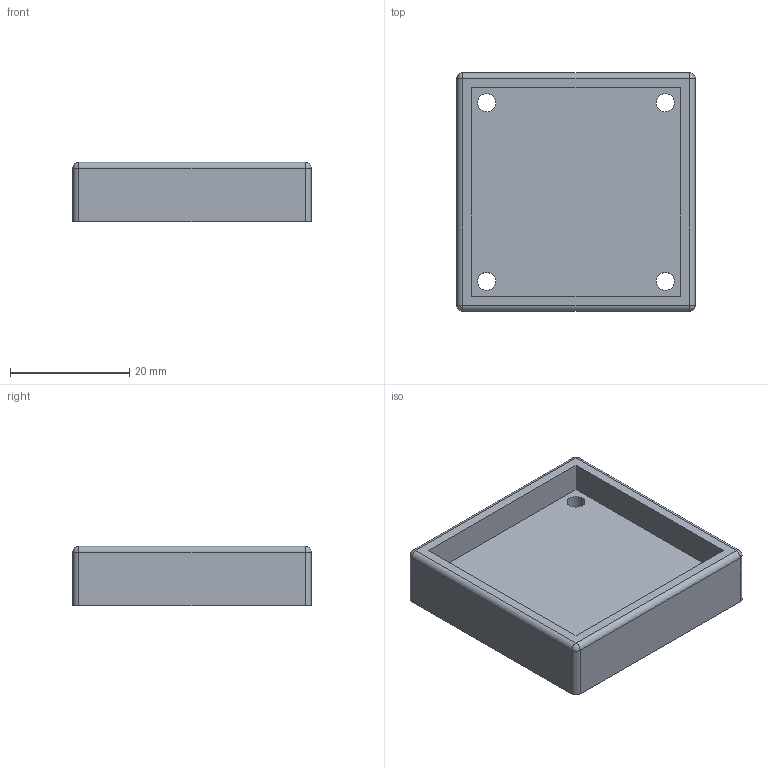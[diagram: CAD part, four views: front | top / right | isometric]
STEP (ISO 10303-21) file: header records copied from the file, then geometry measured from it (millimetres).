
FILE_DESCRIPTION(('FreeCAD Model'),'2;1');
FILE_NAME('Open CASCADE Shape Model','2023-05-03T22:03:16',('Author'),( ''),'Open CASCADE STEP processor 7.6','FreeCAD','Unknown');
FILE_SCHEMA(('AUTOMOTIVE_DESIGN { 1 0 10303 214 1 1 1 1 }'));
Length unit declared in the file: millimetre
Products named in the file (1): Body
Bounding box: 40 x 40 x 10 mm (x, y, z)
Volume: 9691.4 mm3; surface area: 5544.7 mm2
Topology: 1 solids, 1 shells, 27 faces, 64 edges, 36 vertices
Faces by surface type: cylinder 12, plane 11, sphere 4
Full cylindrical faces by diameter (mm): 3 x4
Entity records: 1572 total; most frequent: CARTESIAN_POINT 268, DIRECTION 256, LINE 144, VECTOR 144, ORIENTED_EDGE 120, PCURVE 120, DEFINITIONAL_REPRESENTATION 120, EDGE_CURVE 60
